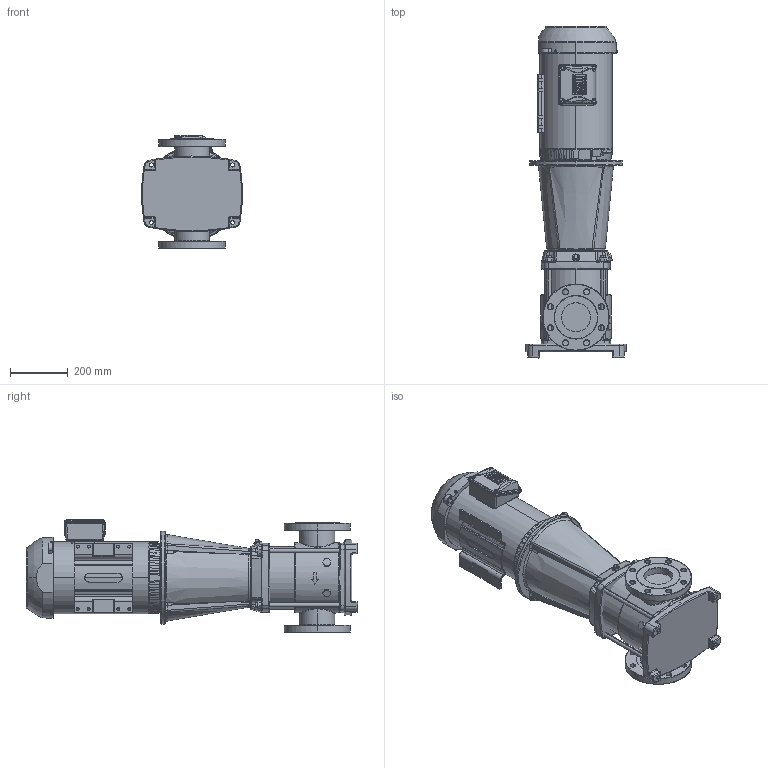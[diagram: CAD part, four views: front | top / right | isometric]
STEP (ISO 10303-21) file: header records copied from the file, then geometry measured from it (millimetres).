
FILE_DESCRIPTION (( 'STEP AP203' ), '1' );
FILE_NAME ('3350145 - MVI-450-1-15 HP-254TC-304-E-575~3.step', '2022-03-31T15:29:09', ( '' ), ( '' ), 'SwSTEP 2.0', 'SolidWorks 2021', '' );
FILE_SCHEMA (( 'CONFIG_CONTROL_DESIGN' ));
Length unit declared in the file: inch
Products named in the file (5): TEFC MOTOR_2700101 - NEMA V2 15 HP 254_6TC 575~3 TEFC W; SBI(N)90-1; MVI PEO - [304-EPDM]_3304145 - MVI-450-1-15 HP-254TC-304-E-S; 3350145 - MVI-450-1-15 HP-254TC-304-E-575~3; 2700101 - NEMA V2 15 HP 254_6TC 575~3 TEFC W
Assembly tree (4 placements, depth 3):
  3350145 - MVI-450-1-15 HP-254TC-304-E-575~3
    MVI PEO - [304-EPDM]_3304145 - MVI-450-1-15 HP-254TC-304-E-S
      SBI(N)90-1
    TEFC MOTOR_2700101 - NEMA V2 15 HP 254_6TC 575~3 TEFC W
      2700101 - NEMA V2 15 HP 254_6TC 575~3 TEFC W
Bounding box: 347.23 x 1144.97 x 392.52 mm (x, y, z)
Volume: 58117066.2 mm3; surface area: 2414150.8 mm2
Topology: 27 solids, 50 shells, 4051 faces, 10581 edges, 6883 vertices
Faces by surface type: plane 1935, cylinder 1479, bspline 367, cone 160, torus 104, sphere 6
Entity records: 161249 total; most frequent: CARTESIAN_POINT 63100, ORIENTED_EDGE 21078, DIRECTION 19609, EDGE_CURVE 10539, AXIS2_PLACEMENT_3D 7003, VERTEX_POINT 6881, LINE 5603, VECTOR 5603
